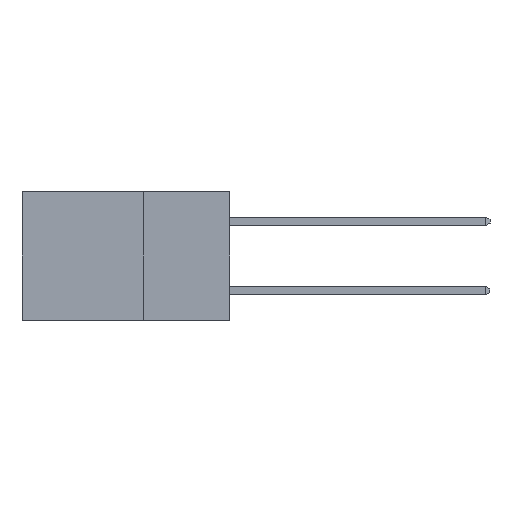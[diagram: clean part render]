
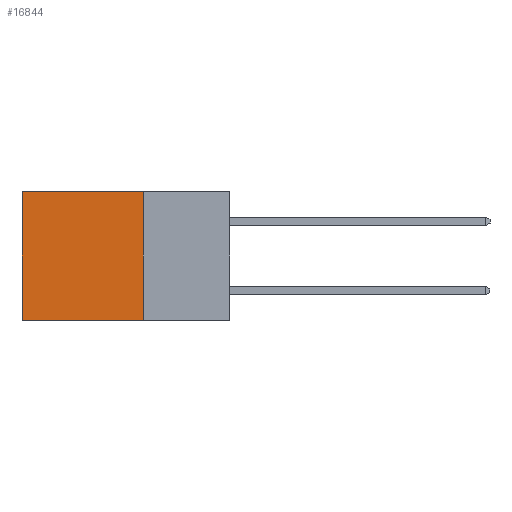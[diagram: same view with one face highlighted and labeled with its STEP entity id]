
A CAD part, left-side view. The second image highlights one B-rep face of the part: STEP entity #16844.
In plain terms, the highlighted planar face has unit normal (-1, 0, 0).
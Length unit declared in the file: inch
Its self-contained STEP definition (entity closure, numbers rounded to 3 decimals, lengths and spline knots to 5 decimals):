
#946 = PLANE ( 'NONE',  #4271 ) ;
#1616 = CARTESIAN_POINT ( 'NONE',  ( 0.298, 0.6, 0. ) ) ;
#1644 = VERTEX_POINT ( 'NONE', #12491 ) ;
#1961 = VECTOR ( 'NONE', #11511, 39.37008 ) ;
#2335 = VECTOR ( 'NONE', #15727, 39.37008 ) ;
#2685 = ORIENTED_EDGE ( 'NONE', *, *, #7654, .F. ) ;
#3531 = CARTESIAN_POINT ( 'NONE',  ( 0.298, 0.25, 0. ) ) ;
#3547 = FACE_OUTER_BOUND ( 'NONE', #19033, .T. ) ;
#3953 = EDGE_CURVE ( 'NONE', #21002, #9476, #12362, .T. ) ;
#4271 = AXIS2_PLACEMENT_3D ( 'NONE', #23332, #6622, #19685 ) ;
#4910 = LINE ( 'NONE', #3531, #14269 ) ;
#5150 = LINE ( 'NONE', #14906, #14511 ) ;
#6622 = DIRECTION ( 'NONE',  ( 1., 0., 0. ) ) ;
#7654 = EDGE_CURVE ( 'NONE', #21646, #1644, #4910, .T. ) ;
#7803 = EDGE_CURVE ( 'NONE', #21646, #21002, #16287, .T. ) ;
#9476 = VERTEX_POINT ( 'NONE', #18360 ) ;
#11108 = DIRECTION ( 'NONE',  ( 0., 0., -1. ) ) ;
#11511 = DIRECTION ( 'NONE',  ( 0., 1., 0. ) ) ;
#12362 = LINE ( 'NONE', #21867, #2335 ) ;
#12491 = CARTESIAN_POINT ( 'NONE',  ( 0.298, 0.25, -0.37 ) ) ;
#13013 = ORIENTED_EDGE ( 'NONE', *, *, #3953, .T. ) ;
#14035 = DIRECTION ( 'NONE',  ( 0., 1., 0. ) ) ;
#14269 = VECTOR ( 'NONE', #11108, 39.37008 ) ;
#14511 = VECTOR ( 'NONE', #14035, 39.37008 ) ;
#14830 = ORIENTED_EDGE ( 'NONE', *, *, #7803, .T. ) ;
#14906 = CARTESIAN_POINT ( 'NONE',  ( 0.298, 0.25, -0.37 ) ) ;
#15727 = DIRECTION ( 'NONE',  ( 0., 0., -1. ) ) ;
#16287 = LINE ( 'NONE', #20816, #1961 ) ;
#16844 = ADVANCED_FACE ( 'NONE', ( #3547 ), #946, .F. ) ;
#18360 = CARTESIAN_POINT ( 'NONE',  ( 0.298, 0.6, -0.37 ) ) ;
#19033 = EDGE_LOOP ( 'NONE', ( #13013, #20723, #2685, #14830 ) ) ;
#19685 = DIRECTION ( 'NONE',  ( 0., 0., -1. ) ) ;
#20723 = ORIENTED_EDGE ( 'NONE', *, *, #22592, .F. ) ;
#20816 = CARTESIAN_POINT ( 'NONE',  ( 0.298, 0.25, 0. ) ) ;
#21002 = VERTEX_POINT ( 'NONE', #1616 ) ;
#21646 = VERTEX_POINT ( 'NONE', #23902 ) ;
#21867 = CARTESIAN_POINT ( 'NONE',  ( 0.298, 0.6, 0. ) ) ;
#22592 = EDGE_CURVE ( 'NONE', #1644, #9476, #5150, .T. ) ;
#23332 = CARTESIAN_POINT ( 'NONE',  ( 0.298, 0.25, 0. ) ) ;
#23902 = CARTESIAN_POINT ( 'NONE',  ( 0.298, 0.25, 0. ) ) ;
